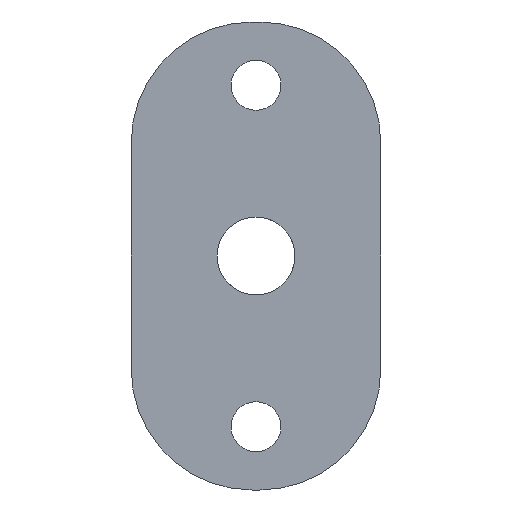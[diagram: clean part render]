
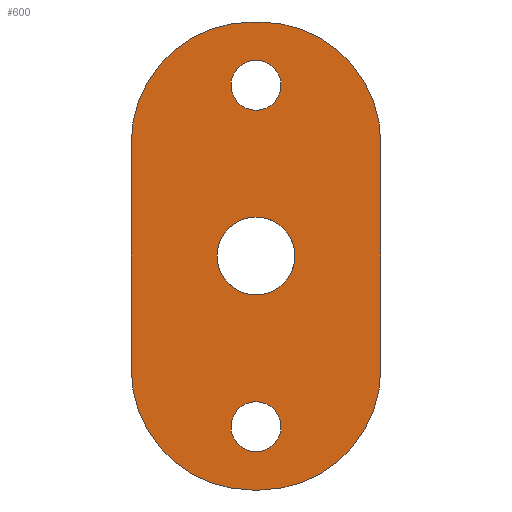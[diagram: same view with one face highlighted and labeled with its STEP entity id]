
A CAD part, front view. The second image highlights one B-rep face of the part: STEP entity #600.
In plain terms, the highlighted planar face has unit normal (0, -1, 0).
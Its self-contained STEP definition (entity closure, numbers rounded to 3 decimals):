
#38=FACE_BOUND('',#105,.T.);
#39=FACE_BOUND('',#106,.T.);
#40=FACE_BOUND('',#107,.T.);
#48=PLANE('',#662);
#68=FACE_OUTER_BOUND('',#104,.T.);
#104=EDGE_LOOP('',(#452,#453,#454,#455,#456,#457,#458,#459));
#105=EDGE_LOOP('',(#460));
#106=EDGE_LOOP('',(#461));
#107=EDGE_LOOP('',(#462));
#152=LINE('',#957,#198);
#154=LINE('',#961,#200);
#155=LINE('',#965,#201);
#156=LINE('',#969,#202);
#198=VECTOR('',#761,10.);
#200=VECTOR('',#765,10.);
#201=VECTOR('',#768,10.);
#202=VECTOR('',#771,10.);
#248=CIRCLE('',#660,7.75);
#249=CIRCLE('',#663,7.75);
#250=CIRCLE('',#664,7.75);
#251=CIRCLE('',#665,7.75);
#252=CIRCLE('',#666,1.6);
#253=CIRCLE('',#667,1.6);
#254=CIRCLE('',#668,2.5);
#290=VERTEX_POINT('',#950);
#291=VERTEX_POINT('',#951);
#292=VERTEX_POINT('',#956);
#293=VERTEX_POINT('',#960);
#294=VERTEX_POINT('',#962);
#295=VERTEX_POINT('',#964);
#296=VERTEX_POINT('',#966);
#297=VERTEX_POINT('',#968);
#298=VERTEX_POINT('',#971);
#299=VERTEX_POINT('',#973);
#300=VERTEX_POINT('',#975);
#351=EDGE_CURVE('',#290,#291,#248,.T.);
#354=EDGE_CURVE('',#292,#291,#152,.T.);
#356=EDGE_CURVE('',#290,#293,#154,.T.);
#357=EDGE_CURVE('',#294,#293,#249,.T.);
#358=EDGE_CURVE('',#294,#295,#155,.T.);
#359=EDGE_CURVE('',#296,#295,#250,.T.);
#360=EDGE_CURVE('',#296,#297,#156,.T.);
#361=EDGE_CURVE('',#292,#297,#251,.T.);
#362=EDGE_CURVE('',#298,#298,#252,.T.);
#363=EDGE_CURVE('',#299,#299,#253,.T.);
#364=EDGE_CURVE('',#300,#300,#254,.T.);
#452=ORIENTED_EDGE('',*,*,#351,.F.);
#453=ORIENTED_EDGE('',*,*,#356,.T.);
#454=ORIENTED_EDGE('',*,*,#357,.F.);
#455=ORIENTED_EDGE('',*,*,#358,.T.);
#456=ORIENTED_EDGE('',*,*,#359,.F.);
#457=ORIENTED_EDGE('',*,*,#360,.T.);
#458=ORIENTED_EDGE('',*,*,#361,.F.);
#459=ORIENTED_EDGE('',*,*,#354,.T.);
#460=ORIENTED_EDGE('',*,*,#362,.T.);
#461=ORIENTED_EDGE('',*,*,#363,.T.);
#462=ORIENTED_EDGE('',*,*,#364,.F.);
#600=ADVANCED_FACE('',(#68,#38,#39,#40),#48,.F.);
#660=AXIS2_PLACEMENT_3D('',#952,#755,#756);
#662=AXIS2_PLACEMENT_3D('',#959,#763,#764);
#663=AXIS2_PLACEMENT_3D('',#963,#766,#767);
#664=AXIS2_PLACEMENT_3D('',#967,#769,#770);
#665=AXIS2_PLACEMENT_3D('',#970,#772,#773);
#666=AXIS2_PLACEMENT_3D('',#972,#774,#775);
#667=AXIS2_PLACEMENT_3D('',#974,#776,#777);
#668=AXIS2_PLACEMENT_3D('',#976,#778,#779);
#755=DIRECTION('center_axis',(0.,1.,0.));
#756=DIRECTION('ref_axis',(-0.707,0.,0.707));
#761=DIRECTION('',(-1.,0.,0.));
#763=DIRECTION('center_axis',(0.,1.,0.));
#764=DIRECTION('ref_axis',(1.,0.,0.));
#765=DIRECTION('',(0.,0.,-1.));
#766=DIRECTION('center_axis',(0.,1.,0.));
#767=DIRECTION('ref_axis',(-0.707,0.,-0.707));
#768=DIRECTION('',(1.,0.,0.));
#769=DIRECTION('center_axis',(0.,1.,0.));
#770=DIRECTION('ref_axis',(0.707,0.,-0.707));
#771=DIRECTION('',(0.,0.,1.));
#772=DIRECTION('center_axis',(0.,1.,0.));
#773=DIRECTION('ref_axis',(0.707,0.,0.707));
#774=DIRECTION('center_axis',(0.,1.,0.));
#775=DIRECTION('ref_axis',(-1.,0.,0.));
#776=DIRECTION('center_axis',(0.,1.,0.));
#777=DIRECTION('ref_axis',(-1.,0.,0.));
#778=DIRECTION('center_axis',(0.,-1.,0.));
#779=DIRECTION('ref_axis',(1.,0.,0.));
#950=CARTESIAN_POINT('',(-8.,0.,7.25));
#951=CARTESIAN_POINT('',(-0.25,0.,15.));
#952=CARTESIAN_POINT('Origin',(-0.25,0.,7.25));
#956=CARTESIAN_POINT('',(0.25,0.,15.));
#957=CARTESIAN_POINT('',(-4.,0.,15.));
#959=CARTESIAN_POINT('Origin',(0.,0.,0.));
#960=CARTESIAN_POINT('',(-8.,0.,-7.25));
#961=CARTESIAN_POINT('',(-8.,0.,-7.5));
#962=CARTESIAN_POINT('',(-0.25,0.,-15.));
#963=CARTESIAN_POINT('Origin',(-0.25,0.,-7.25));
#964=CARTESIAN_POINT('',(0.25,0.,-15.));
#965=CARTESIAN_POINT('',(4.,0.,-15.));
#966=CARTESIAN_POINT('',(8.,0.,-7.25));
#967=CARTESIAN_POINT('Origin',(0.25,0.,-7.25));
#968=CARTESIAN_POINT('',(8.,0.,7.25));
#969=CARTESIAN_POINT('',(8.,0.,7.5));
#970=CARTESIAN_POINT('Origin',(0.25,0.,7.25));
#971=CARTESIAN_POINT('',(1.6,0.,10.945));
#972=CARTESIAN_POINT('Origin',(0.,0.,10.945));
#973=CARTESIAN_POINT('',(1.6,0.,-10.945));
#974=CARTESIAN_POINT('Origin',(0.,0.,-10.945));
#975=CARTESIAN_POINT('',(-2.5,0.,0.));
#976=CARTESIAN_POINT('Origin',(0.,0.,0.));
